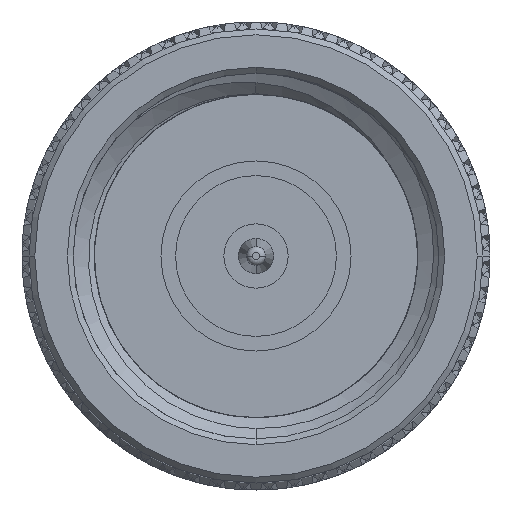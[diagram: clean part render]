
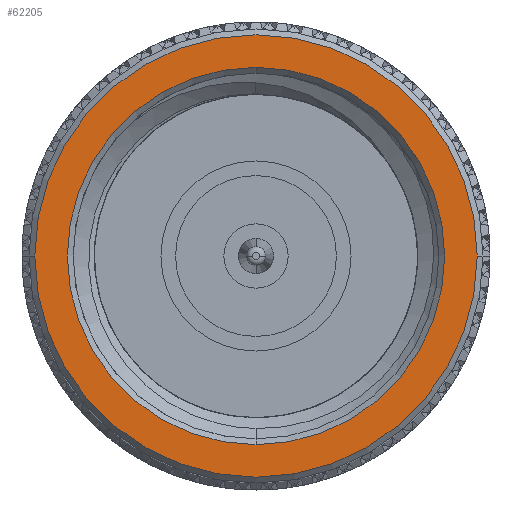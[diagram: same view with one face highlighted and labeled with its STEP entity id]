
A CAD part, front view. The second image highlights one B-rep face of the part: STEP entity #62205.
In plain terms, the highlighted face is planar.
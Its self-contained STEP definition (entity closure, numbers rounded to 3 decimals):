
#1406 = AXIS2_PLACEMENT_3D ( 'NONE', #75497, #97735, #13747 ) ;
#1672 = DIRECTION ( 'NONE',  ( 1., 0., 0. ) ) ;
#2655 = VERTEX_POINT ( 'NONE', #43489 ) ;
#2769 = ORIENTED_EDGE ( 'NONE', *, *, #33989, .T. ) ;
#4428 = ORIENTED_EDGE ( 'NONE', *, *, #15259, .T. ) ;
#8374 = DIRECTION ( 'NONE',  ( -1., 0., 0. ) ) ;
#10653 = CARTESIAN_POINT ( 'NONE',  ( 0., 0., 0. ) ) ;
#10796 = FACE_OUTER_BOUND ( 'NONE', #14413, .T. ) ;
#11021 = EDGE_CURVE ( 'NONE', #76992, #2655, #29936, .T. ) ;
#13747 = DIRECTION ( 'NONE',  ( 0., -1., 0. ) ) ;
#14413 = EDGE_LOOP ( 'NONE', ( #35932, #80742 ) ) ;
#15259 = EDGE_CURVE ( 'NONE', #39172, #80424, #15376, .T. ) ;
#15376 = CIRCLE ( 'NONE', #1406, 8.191 ) ;
#16088 = DIRECTION ( 'NONE',  ( 0., -1., 0. ) ) ;
#16531 = CARTESIAN_POINT ( 'NONE',  ( 0., 9.857, 0. ) ) ;
#20470 = CARTESIAN_POINT ( 'NONE',  ( 0., 0., -8.191 ) ) ;
#21610 = AXIS2_PLACEMENT_3D ( 'NONE', #98051, #8374, #16088 ) ;
#21751 = AXIS2_PLACEMENT_3D ( 'NONE', #16531, #39954, #46640 ) ;
#21775 = DIRECTION ( 'NONE',  ( 0., -1., 0. ) ) ;
#26611 = AXIS2_PLACEMENT_3D ( 'NONE', #34845, #65606, #21775 ) ;
#29936 = CIRCLE ( 'NONE', #26611, 9.603 ) ;
#32535 = PLANE ( 'NONE',  #21751 ) ;
#33989 = EDGE_CURVE ( 'NONE', #80424, #39172, #56531, .T. ) ;
#34845 = CARTESIAN_POINT ( 'NONE',  ( 0., 0., 0. ) ) ;
#35932 = ORIENTED_EDGE ( 'NONE', *, *, #11021, .T. ) ;
#38260 = AXIS2_PLACEMENT_3D ( 'NONE', #10653, #1672, #86051 ) ;
#39172 = VERTEX_POINT ( 'NONE', #20470 ) ;
#39954 = DIRECTION ( 'NONE',  ( -1., 0., 0. ) ) ;
#43489 = CARTESIAN_POINT ( 'NONE',  ( 0., -9.603, 0. ) ) ;
#45073 = CIRCLE ( 'NONE', #21610, 9.603 ) ;
#46640 = DIRECTION ( 'NONE',  ( 0., -1., 0. ) ) ;
#56531 = CIRCLE ( 'NONE', #38260, 8.191 ) ;
#62205 = ADVANCED_FACE ( 'NONE', ( #82398, #10796 ), #32535, .T. ) ;
#65606 = DIRECTION ( 'NONE',  ( -1., 0., 0. ) ) ;
#71984 = EDGE_CURVE ( 'NONE', #2655, #76992, #45073, .T. ) ;
#75497 = CARTESIAN_POINT ( 'NONE',  ( 0., 0., 0. ) ) ;
#76992 = VERTEX_POINT ( 'NONE', #96261 ) ;
#77099 = CARTESIAN_POINT ( 'NONE',  ( 0., 0., 8.191 ) ) ;
#80424 = VERTEX_POINT ( 'NONE', #77099 ) ;
#80742 = ORIENTED_EDGE ( 'NONE', *, *, #71984, .T. ) ;
#82398 = FACE_BOUND ( 'NONE', #94024, .T. ) ;
#86051 = DIRECTION ( 'NONE',  ( 0., -1., 0. ) ) ;
#94024 = EDGE_LOOP ( 'NONE', ( #2769, #4428 ) ) ;
#96261 = CARTESIAN_POINT ( 'NONE',  ( 0., 9.603, 0. ) ) ;
#97735 = DIRECTION ( 'NONE',  ( 1., 0., 0. ) ) ;
#98051 = CARTESIAN_POINT ( 'NONE',  ( 0., 0., 0. ) ) ;
